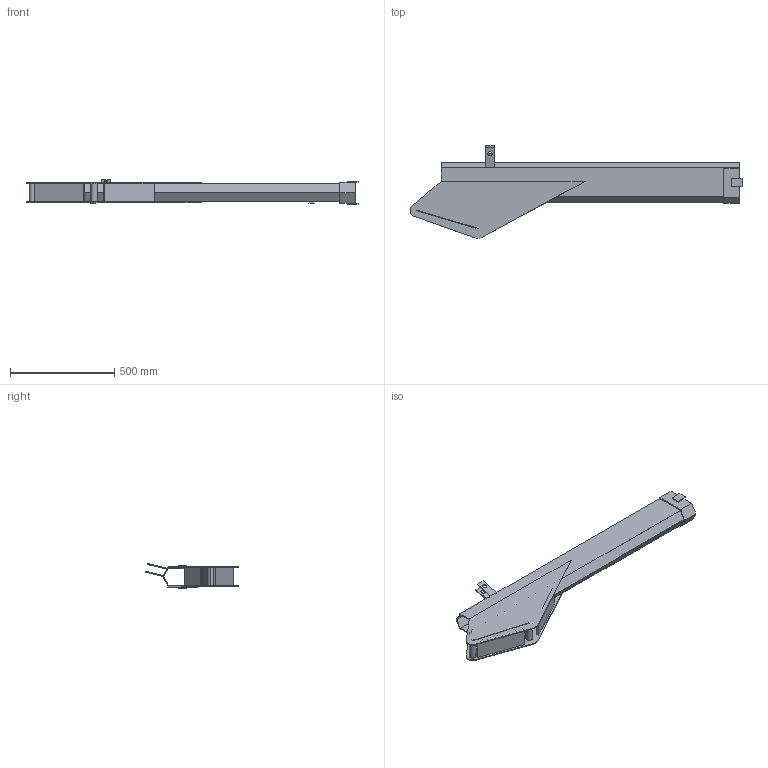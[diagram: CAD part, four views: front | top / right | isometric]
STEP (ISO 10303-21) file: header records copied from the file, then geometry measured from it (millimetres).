
FILE_DESCRIPTION (( 'STEP AP214' ), '1' );
FILE_NAME ('TiltLinkGP.STEP', '2021-08-24T09:48:31', ( '' ), ( '' ), 'SwSTEP 2.0', 'SolidWorks 2018', '' );
FILE_SCHEMA (( 'AUTOMOTIVE_DESIGN' ));
Length unit declared in the file: millimetre
Products named in the file (1): TiltLinkGP
Bounding box: 1592.13 x 443.79 x 118.36 mm (x, y, z)
Volume: 4646985.3 mm3; surface area: 1846485.8 mm2
Topology: 1 solids, 1 shells, 100 faces, 276 edges, 178 vertices
Faces by surface type: plane 83, cylinder 17
Entity records: 3248 total; most frequent: CARTESIAN_POINT 555, ORIENTED_EDGE 552, DIRECTION 512, EDGE_CURVE 276, LINE 242, VECTOR 242, VERTEX_POINT 178, AXIS2_PLACEMENT_3D 135
